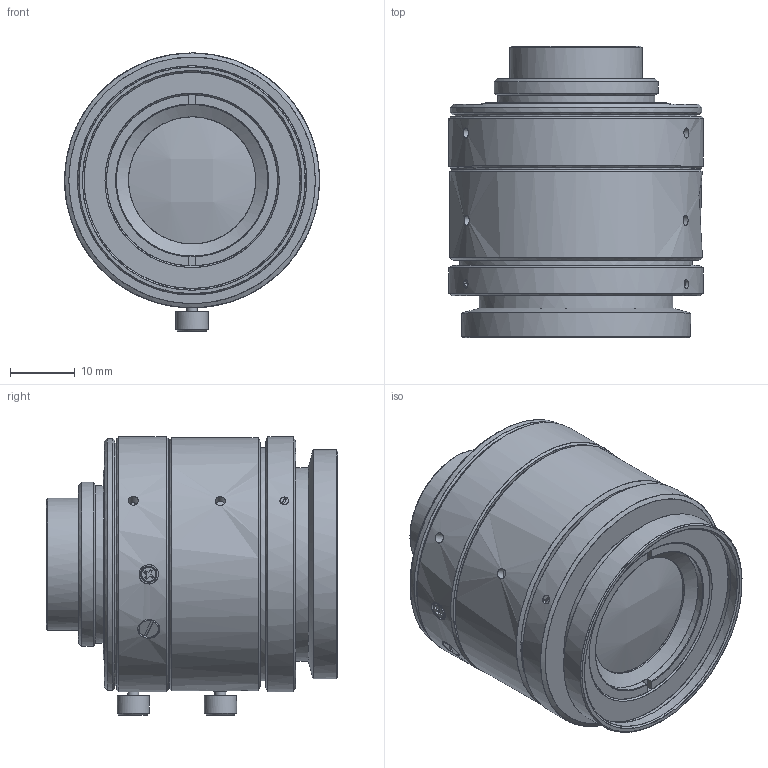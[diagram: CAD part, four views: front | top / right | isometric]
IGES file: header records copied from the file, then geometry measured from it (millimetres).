
Start section: C
Global section: file name: V1628-MPY2_210217.igs; native system: By Siemens PLM Incorporated; preprocessor: XPlus GENERIC/IGES 19.0.9; author: Author; organization: Title; date: 20210217.155054; units: millimetre
Bounding box: 39.52 x 45.15 x 43.1 mm (x, y, z)
Surface area: 9352.9 mm2 (no closed solid volume)
Topology: 0 solids, 1 shells, 280 faces, 1582 edges, 1581 vertices
Faces by surface type: bspline 280
